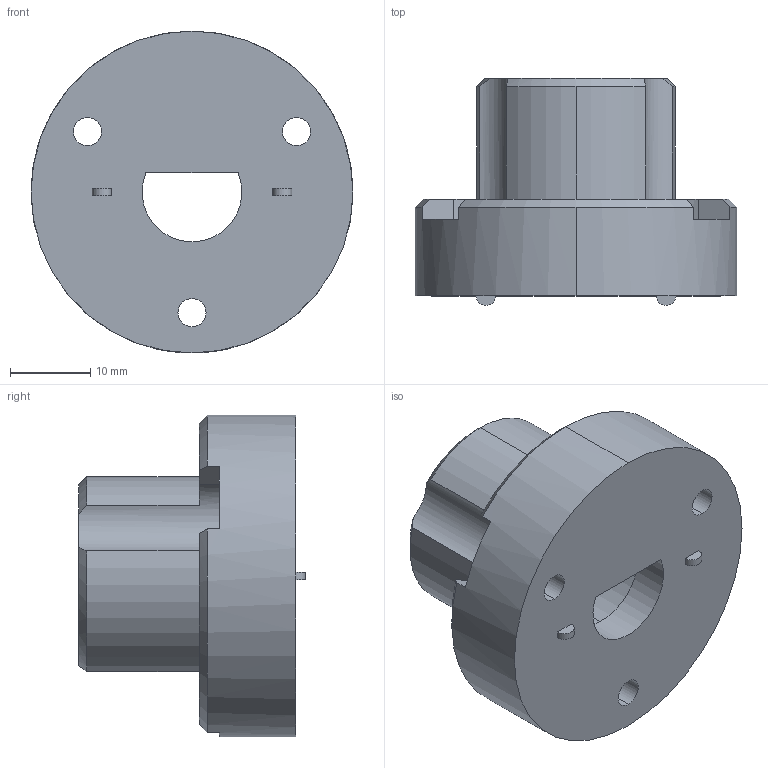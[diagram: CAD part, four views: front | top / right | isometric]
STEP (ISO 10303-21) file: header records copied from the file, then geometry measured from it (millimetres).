
FILE_DESCRIPTION (( 'STEP AP214' ), '1' );
FILE_NAME ('B22220020-F1.step', '2016-10-25T14:42:01', ( '' ), ( '' ), 'SwSTEP 2.0', 'SolidWorks 2016', '' );
FILE_SCHEMA (( 'AUTOMOTIVE_DESIGN' ));
Length unit declared in the file: millimetre
Products named in the file (1): B22220020-F1
Bounding box: 40 x 28.2 x 40 mm (x, y, z)
Volume: 14741.5 mm3; surface area: 6776.2 mm2
Topology: 1 solids, 1 shells, 53 faces, 144 edges, 96 vertices
Faces by surface type: cylinder 27, plane 20, cone 6
Entity records: 1772 total; most frequent: CARTESIAN_POINT 330, DIRECTION 312, ORIENTED_EDGE 288, EDGE_CURVE 144, AXIS2_PLACEMENT_3D 126, VERTEX_POINT 96, CIRCLE 72, EDGE_LOOP 64
